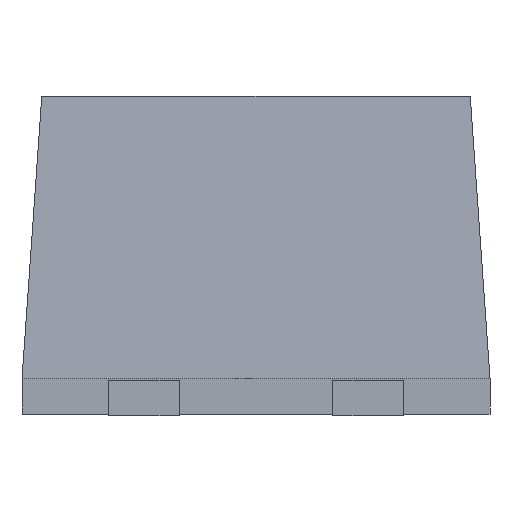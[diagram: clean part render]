
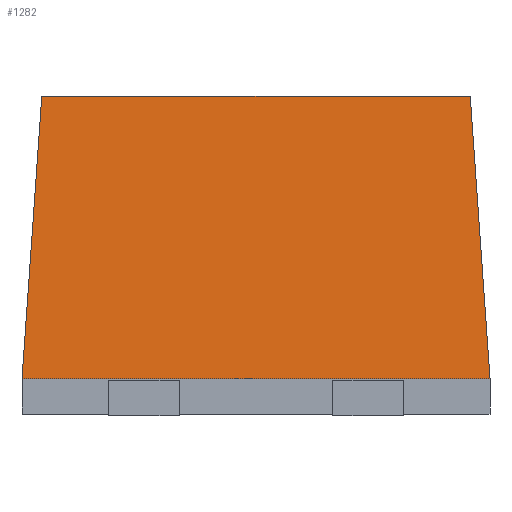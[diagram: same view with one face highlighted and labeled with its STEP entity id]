
A CAD part, front view. The second image highlights one B-rep face of the part: STEP entity #1282.
In plain terms, the highlighted planar face has unit normal (0, -0.998, 0.07).
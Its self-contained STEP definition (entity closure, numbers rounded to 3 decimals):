
#105 = CARTESIAN_POINT ( 'NONE',  ( -1.325, -2.225, 0.2 ) ) ;
#130 = CARTESIAN_POINT ( 'NONE',  ( -1.213, -2.113, 1.8 ) ) ;
#144 = CARTESIAN_POINT ( 'NONE',  ( 1.325, -2.225, 0.2 ) ) ;
#150 = LINE ( 'NONE', #495, #1080 ) ;
#163 = EDGE_CURVE ( 'NONE', #1428, #958, #1137, .T. ) ;
#216 = EDGE_CURVE ( 'NONE', #1428, #361, #150, .T. ) ;
#232 = ORIENTED_EDGE ( 'NONE', *, *, #163, .T. ) ;
#239 = DIRECTION ( 'NONE',  ( 0., -0.07, -0.998 ) ) ;
#361 = VERTEX_POINT ( 'NONE', #1732 ) ;
#374 = VECTOR ( 'NONE', #1052, 1000. ) ;
#451 = VERTEX_POINT ( 'NONE', #144 ) ;
#483 = DIRECTION ( 'NONE',  ( 1., 0., 0. ) ) ;
#495 = CARTESIAN_POINT ( 'NONE',  ( -1.325, -2.113, 1.8 ) ) ;
#506 = DIRECTION ( 'NONE',  ( 0., -0.998, 0.07 ) ) ;
#549 = EDGE_LOOP ( 'NONE', ( #1018, #1342, #616, #232 ) ) ;
#576 = CARTESIAN_POINT ( 'NONE',  ( 1.325, -2.225, 0.2 ) ) ;
#616 = ORIENTED_EDGE ( 'NONE', *, *, #216, .F. ) ;
#923 = PLANE ( 'NONE',  #1618 ) ;
#944 = LINE ( 'NONE', #576, #1535 ) ;
#958 = VERTEX_POINT ( 'NONE', #962 ) ;
#962 = CARTESIAN_POINT ( 'NONE',  ( -1.325, -2.225, 0.2 ) ) ;
#1018 = ORIENTED_EDGE ( 'NONE', *, *, #1576, .T. ) ;
#1026 = EDGE_CURVE ( 'NONE', #361, #451, #944, .T. ) ;
#1052 = DIRECTION ( 'NONE',  ( -0.07, -0.07, -0.995 ) ) ;
#1076 = VECTOR ( 'NONE', #483, 1000. ) ;
#1080 = VECTOR ( 'NONE', #1440, 1000. ) ;
#1137 = LINE ( 'NONE', #1723, #374 ) ;
#1142 = CARTESIAN_POINT ( 'NONE',  ( -1.325, -2.225, 0.2 ) ) ;
#1282 = ADVANCED_FACE ( 'NONE', ( #1403 ), #923, .T. ) ;
#1342 = ORIENTED_EDGE ( 'NONE', *, *, #1026, .F. ) ;
#1403 = FACE_OUTER_BOUND ( 'NONE', #549, .T. ) ;
#1428 = VERTEX_POINT ( 'NONE', #130 ) ;
#1440 = DIRECTION ( 'NONE',  ( 1., 0., 0. ) ) ;
#1498 = LINE ( 'NONE', #1142, #1076 ) ;
#1517 = DIRECTION ( 'NONE',  ( 0.07, -0.07, -0.995 ) ) ;
#1535 = VECTOR ( 'NONE', #1517, 1000. ) ;
#1576 = EDGE_CURVE ( 'NONE', #958, #451, #1498, .T. ) ;
#1618 = AXIS2_PLACEMENT_3D ( 'NONE', #105, #506, #239 ) ;
#1723 = CARTESIAN_POINT ( 'NONE',  ( -1.325, -2.225, 0.2 ) ) ;
#1732 = CARTESIAN_POINT ( 'NONE',  ( 1.213, -2.113, 1.8 ) ) ;
